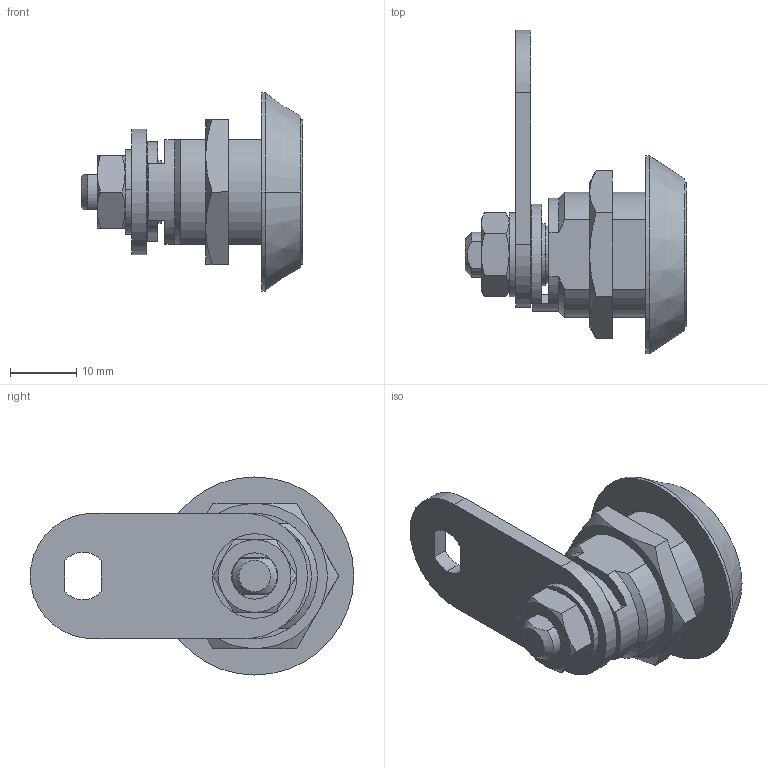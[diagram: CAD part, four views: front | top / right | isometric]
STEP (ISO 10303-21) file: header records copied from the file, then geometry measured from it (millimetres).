
FILE_DESCRIPTION (( 'STEP AP203' ), '1' );
FILE_NAME ('sone3D.STEP', '2017-11-16T06:33:26', ( '' ), ( '' ), 'SwSTEP 2.0', 'SolidWorks 2014', '' );
FILE_SCHEMA (( 'CONFIG_CONTROL_DESIGN' ));
Length unit declared in the file: millimetre
Products named in the file (9): C-430本体_; C-430ローター_; C-430ガードリング_; C-430カム_; C-430M19ナット_; C-430M7平ワッシャー_; C-430M7ナット_; C-430止金_; sone3D
Assembly tree (8 placements, depth 2):
  sone3D
    C-430本体_
    C-430ローター_
    C-430ガードリング_
    C-430カム_
    C-430M19ナット_
    C-430M7平ワッシャー_
    C-430M7ナット_
    C-430止金_
Bounding box: 33.6 x 49 x 30 mm (x, y, z)
Volume: 9621.8 mm3; surface area: 8716.4 mm2
Topology: 8 solids, 8 shells, 139 faces, 330 edges, 212 vertices
Faces by surface type: plane 59, cylinder 50, cone 30
Entity records: 5167 total; most frequent: CARTESIAN_POINT 936, DIRECTION 718, ORIENTED_EDGE 660, EDGE_CURVE 330, AXIS2_PLACEMENT_3D 286, VERTEX_POINT 212, EDGE_LOOP 160, LINE 146
